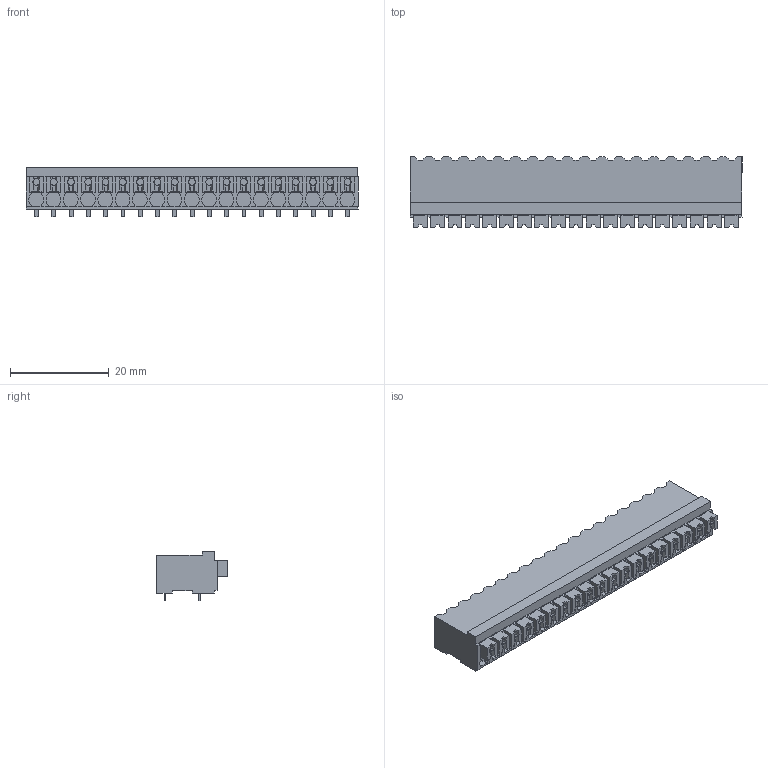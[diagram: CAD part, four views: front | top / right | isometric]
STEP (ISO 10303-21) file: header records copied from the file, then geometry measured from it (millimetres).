
FILE_DESCRIPTION(('CATIA V5 STEP Exchange','CAx-IF Rec.Pracs.--- Model Styling and Organization---1.2---2011-12-15'),'2;1');
FILE_NAME ('D1457965_0', '2018-03-15T04:42:16+00:00', ('none'), ('Weidmueller'), 'CATIA Version 5-6 Release 2014', 'CATIA V5 STEP AP214', 'none');
FILE_SCHEMA(('AUTOMOTIVE_DESIGN { 1 0 10303 214 1 1 1 1 }'));
Length unit declared in the file: millimetre
Products named in the file (1): 1871140000
Bounding box: 67.2 x 14.3 x 10 mm (x, y, z)
Volume: 5698.1 mm3; surface area: 5396.5 mm2
Topology: 58 solids, 58 shells, 1460 faces, 4117 edges, 2754 vertices
Faces by surface type: plane 1232, cylinder 228
Entity records: 42690 total; most frequent: ORIENTED_EDGE 8234, CARTESIAN_POINT 8226, DIRECTION 5305, EDGE_CURVE 4117, VECTOR 3642, LINE 3642, VERTEX_POINT 2754, EDGE_LOOP 1479
